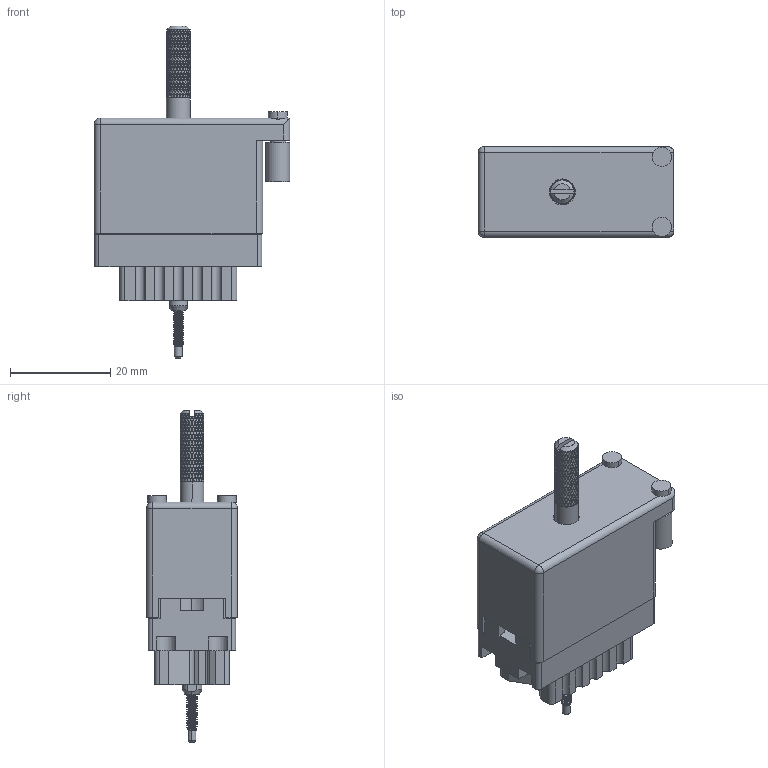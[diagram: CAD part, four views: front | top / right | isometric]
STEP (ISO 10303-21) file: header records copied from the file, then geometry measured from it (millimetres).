
FILE_DESCRIPTION (( 'STEP AP203' ), '1' );
FILE_NAME ('516-020-500-255.STEP', '2020-03-04T17:33:09', ( '' ), ( '' ), 'SwSTEP 2.0', 'SolidWorks 2016', '' );
FILE_SCHEMA (( 'CONFIG_CONTROL_DESIGN' ));
Length unit declared in the file: inch
Products named in the file (10): 516-252-022-102; Actuating Screw Assy 020; 516-251-025-100; 516 Part Receptacle_020; 516-253-025-100; 516-292-001_500 Contact; 516-230-001_Metal - 020 Side Entry; 516-250-020-111; 516-250-021-102; 516-020-500-255
Assembly tree (28 placements, depth 3):
  516-020-500-255
    516 Part Receptacle_020
    516-292-001_500 Contact  x20
    516-230-001_Metal - 020 Side Entry
    Actuating Screw Assy 020
      516-251-025-100
      516-250-021-102
      516-250-020-111
      516-253-025-100
      516-252-022-102
Bounding box: 39.12 x 18.16 x 66.29 mm (x, y, z)
Volume: 10341.3 mm3; surface area: 18998.6 mm2
Topology: 27 solids, 27 shells, 4874 faces, 11931 edges, 7122 vertices
Faces by surface type: bspline 2142, plane 1386, cylinder 1324, cone 20, sphere 2
Entity records: 184633 total; most frequent: CARTESIAN_POINT 129690, ORIENTED_EDGE 15498, EDGE_CURVE 7749, DIRECTION 5991, VERTEX_POINT 4348, EDGE_LOOP 3515, FACE_OUTER_BOUND 3430, ADVANCED_FACE 3430
